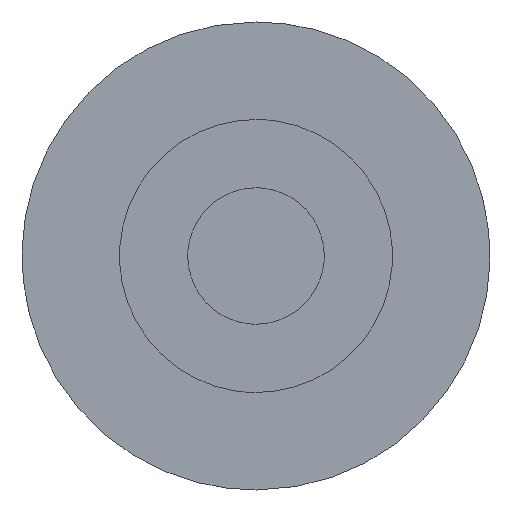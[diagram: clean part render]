
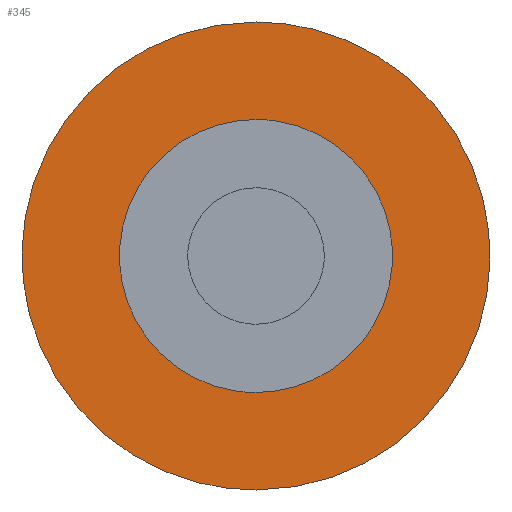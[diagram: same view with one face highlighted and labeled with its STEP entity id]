
A CAD part, left-side view. The second image highlights one B-rep face of the part: STEP entity #345.
In plain terms, the highlighted free-form (B-spline) face has degree [1, 1] with [2, 2] control points.
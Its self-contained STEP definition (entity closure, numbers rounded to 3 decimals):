
#130 = VERTEX_POINT('',#131);
#131 = CARTESIAN_POINT('',(3.358,0.,
    -28.61));
#136 = EDGE_CURVE('',#137,#130,#139,.T.);
#137 = VERTEX_POINT('',#138);
#138 = CARTESIAN_POINT('',(3.358,0.,28.61));
#139 = ( BOUNDED_CURVE() B_SPLINE_CURVE(2,(#140,#141,#142,#143,#144),
.UNSPECIFIED.,.F.,.F.) B_SPLINE_CURVE_WITH_KNOTS((3,2,3),(0.,
1.571,3.142),.PIECEWISE_BEZIER_KNOTS.) CURVE() 
GEOMETRIC_REPRESENTATION_ITEM() RATIONAL_B_SPLINE_CURVE((1.,
0.707,1.,0.707,1.)) REPRESENTATION_ITEM('') );
#140 = CARTESIAN_POINT('',(3.358,0.,28.61));
#141 = CARTESIAN_POINT('',(3.358,28.61,
    28.61));
#142 = CARTESIAN_POINT('',(3.358,28.61,
    0.));
#143 = CARTESIAN_POINT('',(3.358,28.61,
    -28.61));
#144 = CARTESIAN_POINT('',(3.358,0.,
    -28.61));
#165 = EDGE_CURVE('',#166,#168,#170,.T.);
#166 = VERTEX_POINT('',#167);
#167 = CARTESIAN_POINT('',(3.358,0.,16.686));
#168 = VERTEX_POINT('',#169);
#169 = CARTESIAN_POINT('',(3.358,0.,
    -16.686));
#170 = ( BOUNDED_CURVE() B_SPLINE_CURVE(2,(#171,#172,#173,#174,#175),
.UNSPECIFIED.,.F.,.F.) B_SPLINE_CURVE_WITH_KNOTS((3,2,3),(0.,
1.571,3.142),.PIECEWISE_BEZIER_KNOTS.) CURVE() 
GEOMETRIC_REPRESENTATION_ITEM() RATIONAL_B_SPLINE_CURVE((1.,
0.707,1.,0.707,1.)) REPRESENTATION_ITEM('') );
#171 = CARTESIAN_POINT('',(3.358,0.,16.686));
#172 = CARTESIAN_POINT('',(3.358,16.686,
    16.686));
#173 = CARTESIAN_POINT('',(3.358,16.686,
    0.));
#174 = CARTESIAN_POINT('',(3.358,16.686,
    -16.686));
#175 = CARTESIAN_POINT('',(3.358,0.,
    -16.686));
#325 = EDGE_CURVE('',#168,#166,#326,.T.);
#326 = ( BOUNDED_CURVE() B_SPLINE_CURVE(2,(#327,#328,#329,#330,#331),
.UNSPECIFIED.,.F.,.F.) B_SPLINE_CURVE_WITH_KNOTS((3,2,3),(3.142,
4.712,6.283),.PIECEWISE_BEZIER_KNOTS.) CURVE() 
GEOMETRIC_REPRESENTATION_ITEM() RATIONAL_B_SPLINE_CURVE((1.,
0.707,1.,0.707,1.)) REPRESENTATION_ITEM('') );
#327 = CARTESIAN_POINT('',(3.358,0.,
    -16.686));
#328 = CARTESIAN_POINT('',(3.358,-16.686,
    -16.686));
#329 = CARTESIAN_POINT('',(3.358,-16.686,
    0.));
#330 = CARTESIAN_POINT('',(3.358,-16.686,
    16.686));
#331 = CARTESIAN_POINT('',(3.358,0.,
    16.686));
#345 = ADVANCED_FACE('',(#346,#350),#361,.F.);
#346 = FACE_BOUND('',#347,.T.);
#347 = EDGE_LOOP('',(#348,#349));
#348 = ORIENTED_EDGE('',*,*,#165,.F.);
#349 = ORIENTED_EDGE('',*,*,#325,.F.);
#350 = FACE_BOUND('',#351,.T.);
#351 = EDGE_LOOP('',(#352,#353));
#352 = ORIENTED_EDGE('',*,*,#136,.T.);
#353 = ORIENTED_EDGE('',*,*,#354,.T.);
#354 = EDGE_CURVE('',#130,#137,#355,.T.);
#355 = ( BOUNDED_CURVE() B_SPLINE_CURVE(2,(#356,#357,#358,#359,#360),
.UNSPECIFIED.,.F.,.F.) B_SPLINE_CURVE_WITH_KNOTS((3,2,3),(3.142,
4.712,6.283),.PIECEWISE_BEZIER_KNOTS.) CURVE() 
GEOMETRIC_REPRESENTATION_ITEM() RATIONAL_B_SPLINE_CURVE((1.,
0.707,1.,0.707,1.)) REPRESENTATION_ITEM('') );
#356 = CARTESIAN_POINT('',(3.358,0.,
    -28.61));
#357 = CARTESIAN_POINT('',(3.358,-28.61,
    -28.61));
#358 = CARTESIAN_POINT('',(3.358,-28.61,
    0.));
#359 = CARTESIAN_POINT('',(3.358,-28.61,
    28.61));
#360 = CARTESIAN_POINT('',(3.358,0.,
    28.61));
#361 = B_SPLINE_SURFACE_WITH_KNOTS('',1,1,(
    (#362,#363)
    ,(#364,#365
    )),.UNSPECIFIED.,.F.,.F.,.F.,(2,2),(2,2),(-23.994,
    23.994),(-37.988,10.),.PIECEWISE_BEZIER_KNOTS.);
#362 = CARTESIAN_POINT('',(3.358,-28.61,
    28.61));
#363 = CARTESIAN_POINT('',(3.358,28.61,
    28.61));
#364 = CARTESIAN_POINT('',(3.358,-28.61,
    -28.61));
#365 = CARTESIAN_POINT('',(3.358,28.61,
    -28.61));
